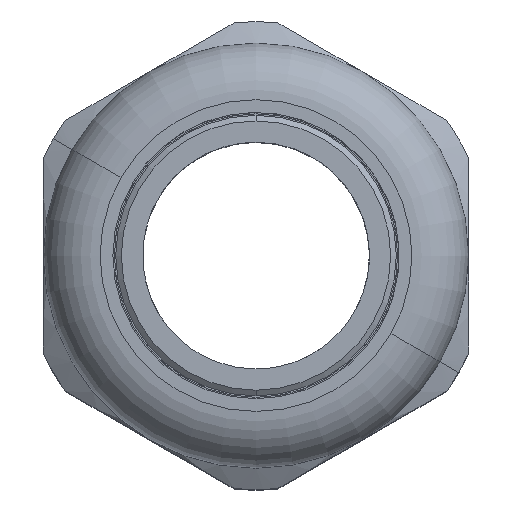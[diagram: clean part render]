
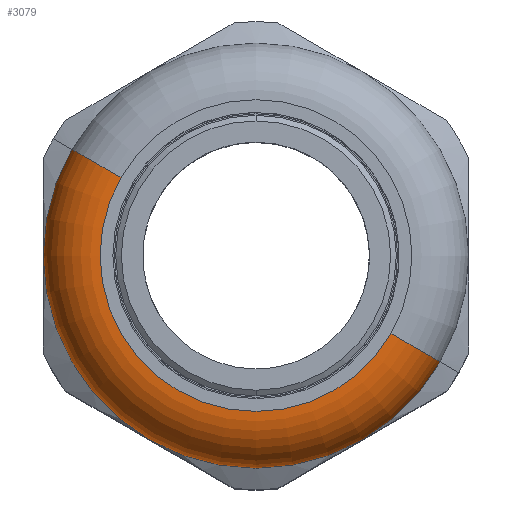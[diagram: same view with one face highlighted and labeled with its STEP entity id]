
A CAD part, top view. The second image highlights one B-rep face of the part: STEP entity #3079.
In plain terms, the highlighted toroidal (fillet/blend) face has major radius 11 mm and minor radius 4 mm.
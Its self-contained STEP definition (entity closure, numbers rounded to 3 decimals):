
#2968=AXIS2_PLACEMENT_3D('Circle Axis2P3D',#2966,#2967,$) ;
#3052=AXIS2_PLACEMENT_3D('Torus Axis2P3D',#3049,#3050,#3051) ;
#3056=AXIS2_PLACEMENT_3D('Circle Axis2P3D',#3054,#3055,$) ;
#3063=AXIS2_PLACEMENT_3D('Circle Axis2P3D',#3061,#3062,$) ;
#3070=AXIS2_PLACEMENT_3D('Circle Axis2P3D',#3068,#3069,$) ;
#2966=CARTESIAN_POINT('Axis2P3D Location',(15.,16.5,37.2)) ;
#2970=CARTESIAN_POINT('Vertex',(5.474,22.,37.2)) ;
#2972=CARTESIAN_POINT('Vertex',(24.526,11.,37.2)) ;
#3049=CARTESIAN_POINT('Axis2P3D Location',(15.,16.5,33.2)) ;
#3054=CARTESIAN_POINT('Axis2P3D Location',(5.474,22.,33.2)) ;
#3058=CARTESIAN_POINT('Vertex',(2.01,24.,33.2)) ;
#3061=CARTESIAN_POINT('Axis2P3D Location',(15.,16.5,33.2)) ;
#3065=CARTESIAN_POINT('Vertex',(27.99,9.,33.2)) ;
#3068=CARTESIAN_POINT('Axis2P3D Location',(24.526,11.,33.2)) ;
#2967=DIRECTION('Axis2P3D Direction',(0.,0.,1.)) ;
#3050=DIRECTION('Axis2P3D Direction',(0.,0.,1.)) ;
#3051=DIRECTION('Axis2P3D XDirection',(-0.866,0.5,0.)) ;
#3055=DIRECTION('Axis2P3D Direction',(0.5,0.866,0.)) ;
#3062=DIRECTION('Axis2P3D Direction',(0.,0.,1.)) ;
#3069=DIRECTION('Axis2P3D Direction',(-0.5,-0.866,0.)) ;
#3074=ORIENTED_EDGE('',*,*,#3060,.T.) ;
#3075=ORIENTED_EDGE('',*,*,#3067,.F.) ;
#3076=ORIENTED_EDGE('',*,*,#3072,.T.) ;
#3077=ORIENTED_EDGE('',*,*,#2974,.F.) ;
#3079=ADVANCED_FACE('Hauptk\X2\00F6\X0\rper',(#3078),#3053,.T.) ;
#2969=CIRCLE('generated circle',#2968,11.) ;
#3057=CIRCLE('generated circle',#3056,4.) ;
#3064=CIRCLE('generated circle',#3063,15.) ;
#3071=CIRCLE('generated circle',#3070,4.) ;
#3053=TOROIDAL_SURFACE('homeo Torus',#3052,11.,4.) ;
#2974=EDGE_CURVE('',#2971,#2973,#2969,.T.) ;
#3060=EDGE_CURVE('',#2971,#3059,#3057,.F.) ;
#3067=EDGE_CURVE('',#3066,#3059,#3064,.F.) ;
#3072=EDGE_CURVE('',#3066,#2973,#3071,.T.) ;
#3073=EDGE_LOOP('',(#3074,#3075,#3076,#3077)) ;
#3078=FACE_OUTER_BOUND('',#3073,.T.) ;
#2971=VERTEX_POINT('',#2970) ;
#2973=VERTEX_POINT('',#2972) ;
#3059=VERTEX_POINT('',#3058) ;
#3066=VERTEX_POINT('',#3065) ;
